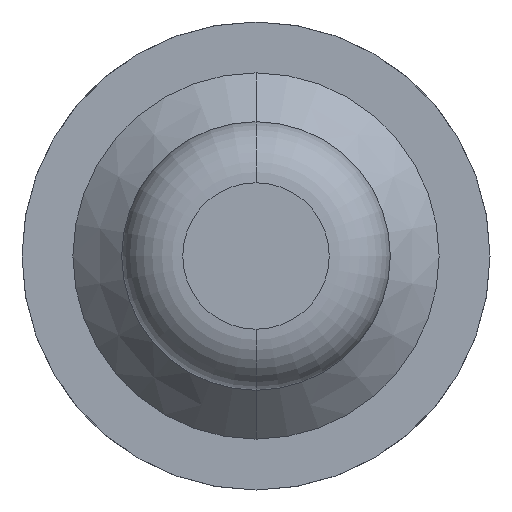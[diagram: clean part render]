
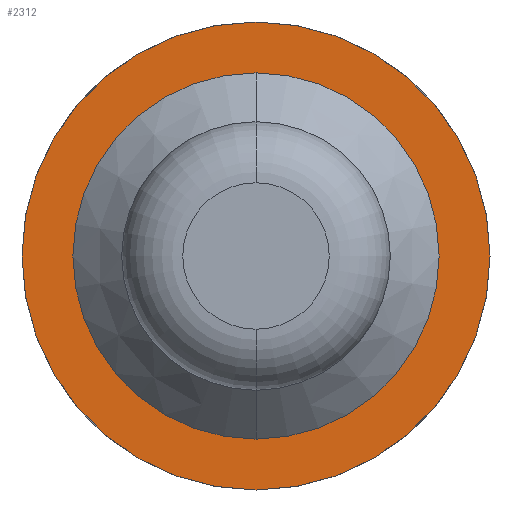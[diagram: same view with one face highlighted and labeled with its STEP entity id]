
A CAD part, front view. The second image highlights one B-rep face of the part: STEP entity #2312.
In plain terms, the highlighted planar face has unit normal (0, -1, 0).
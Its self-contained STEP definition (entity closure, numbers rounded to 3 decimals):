
#14 = CARTESIAN_POINT ( 'NONE',  ( 0., -1.7, 0.35 ) ) ;
#15 = EDGE_CURVE ( 'Defeature ausgef�hrt3_13+Defeature ausgef�hrt3_14+Defeature ausgef�hrt3_14+Defeature ausgef�hrt3_14', #2386, #3495, #471, .T. ) ;
#164 = AXIS2_PLACEMENT_3D ( 'NONE', #4183, #1282, #1318 ) ;
#299 = DIRECTION ( 'NONE',  ( 0., 0., -1. ) ) ;
#471 = CIRCLE ( 'NONE', #2310, 0.575 ) ;
#505 = EDGE_LOOP ( 'NONE', ( #2251, #2177 ) ) ;
#625 = DIRECTION ( 'NONE',  ( 0., -1., 0. ) ) ;
#654 = CARTESIAN_POINT ( 'NONE',  ( 0., -1.7, 0. ) ) ;
#710 = AXIS2_PLACEMENT_3D ( 'NONE', #2869, #1913, #299 ) ;
#731 = CIRCLE ( 'NONE', #1102, 0.575 ) ;
#795 = FACE_OUTER_BOUND ( 'NONE', #505, .T. ) ;
#967 = CARTESIAN_POINT ( 'NONE',  ( 0., -1.7, 0. ) ) ;
#999 = DIRECTION ( 'NONE',  ( 0., 0., -1. ) ) ;
#1102 = AXIS2_PLACEMENT_3D ( 'NONE', #3306, #2673, #2968 ) ;
#1282 = DIRECTION ( 'NONE',  ( 0., -1., 0. ) ) ;
#1318 = DIRECTION ( 'NONE',  ( 0., 0., -1. ) ) ;
#1553 = AXIS2_PLACEMENT_3D ( 'NONE', #654, #2285, #999 ) ;
#1619 = EDGE_CURVE ( 'Defeature ausgef�hrt3_13+Defeature ausgef�hrt3_14+Defeature ausgef�hrt3_14+Defeature ausgef�hrt3_14', #3495, #2386, #731, .T. ) ;
#1764 = ORIENTED_EDGE ( 'NONE', *, *, #3729, .F. ) ;
#1913 = DIRECTION ( 'NONE',  ( 0., -1., 0. ) ) ;
#2117 = ORIENTED_EDGE ( 'NONE', *, *, #3515, .F. ) ;
#2177 = ORIENTED_EDGE ( 'NONE', *, *, #15, .T. ) ;
#2251 = ORIENTED_EDGE ( 'NONE', *, *, #1619, .T. ) ;
#2285 = DIRECTION ( 'NONE',  ( 0., -1., 0. ) ) ;
#2310 = AXIS2_PLACEMENT_3D ( 'NONE', #967, #625, #3553 ) ;
#2312 = ADVANCED_FACE ( 'Defeature ausgef�hrt3_13', ( #795, #3835 ), #4173, .T. ) ;
#2386 = VERTEX_POINT ( 'NONE', #3179 ) ;
#2614 = CIRCLE ( 'NONE', #1553, 0.35 ) ;
#2673 = DIRECTION ( 'NONE',  ( 0., -1., 0. ) ) ;
#2721 = CIRCLE ( 'NONE', #164, 0.35 ) ;
#2869 = CARTESIAN_POINT ( 'NONE',  ( 0.35, -1.7, 0. ) ) ;
#2968 = DIRECTION ( 'NONE',  ( 0., 0., -1. ) ) ;
#3179 = CARTESIAN_POINT ( 'NONE',  ( 0., -1.7, 0.575 ) ) ;
#3306 = CARTESIAN_POINT ( 'NONE',  ( 0., -1.7, 0. ) ) ;
#3341 = EDGE_LOOP ( 'NONE', ( #2117, #1764 ) ) ;
#3398 = CARTESIAN_POINT ( 'NONE',  ( 0., -1.7, -0.35 ) ) ;
#3495 = VERTEX_POINT ( 'NONE', #3599 ) ;
#3515 = EDGE_CURVE ( 'Defeature ausgef�hrt3_12+Defeature ausgef�hrt3_13+Defeature ausgef�hrt3_13+Defeature ausgef�hrt3_13', #3541, #3795, #2614, .T. ) ;
#3541 = VERTEX_POINT ( 'NONE', #3398 ) ;
#3553 = DIRECTION ( 'NONE',  ( 0., 0., -1. ) ) ;
#3599 = CARTESIAN_POINT ( 'NONE',  ( 0., -1.7, -0.575 ) ) ;
#3729 = EDGE_CURVE ( 'Defeature ausgef�hrt3_12+Defeature ausgef�hrt3_13+Defeature ausgef�hrt3_13+Defeature ausgef�hrt3_13', #3795, #3541, #2721, .T. ) ;
#3795 = VERTEX_POINT ( 'NONE', #14 ) ;
#3835 = FACE_BOUND ( 'NONE', #3341, .T. ) ;
#4173 = PLANE ( 'NONE',  #710 ) ;
#4183 = CARTESIAN_POINT ( 'NONE',  ( 0., -1.7, 0. ) ) ;
